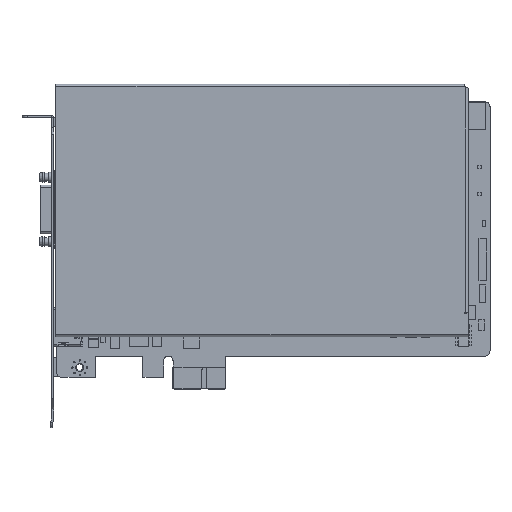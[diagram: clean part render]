
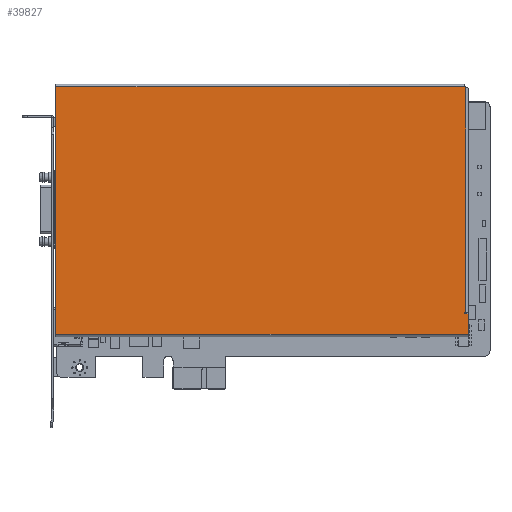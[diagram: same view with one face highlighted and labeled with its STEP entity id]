
A CAD part, top view. The second image highlights one B-rep face of the part: STEP entity #39827.
In plain terms, the highlighted face is planar.
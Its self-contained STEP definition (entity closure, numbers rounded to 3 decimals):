
#1459 = CARTESIAN_POINT ( 'NONE',  ( 1., 0., -158.5 ) ) ;
#1775 = VECTOR ( 'NONE', #30533, 1000. ) ;
#2916 = DIRECTION ( 'NONE',  ( 0., 0., -1. ) ) ;
#3484 = AXIS2_PLACEMENT_3D ( 'NONE', #62225, #68793, #82997 ) ;
#3628 = CARTESIAN_POINT ( 'NONE',  ( 96.6, 0., -159.5 ) ) ;
#3834 = CARTESIAN_POINT ( 'NONE',  ( 88.74, 0., 0. ) ) ;
#8587 = CARTESIAN_POINT ( 'NONE',  ( 88.24, 0., -158. ) ) ;
#9584 = CARTESIAN_POINT ( 'NONE',  ( 0., 0., 0. ) ) ;
#16079 = LINE ( 'NONE', #27067, #55018 ) ;
#17648 = LINE ( 'NONE', #55344, #58715 ) ;
#20511 = EDGE_CURVE ( 'NONE', #41241, #56904, #23869, .T. ) ;
#20826 = VERTEX_POINT ( 'NONE', #76206 ) ;
#23869 = LINE ( 'NONE', #1459, #1775 ) ;
#24063 = ORIENTED_EDGE ( 'NONE', *, *, #73970, .T. ) ;
#25322 = VERTEX_POINT ( 'NONE', #59712 ) ;
#27067 = CARTESIAN_POINT ( 'NONE',  ( 0., 0., -158. ) ) ;
#29047 = EDGE_LOOP ( 'NONE', ( #48351, #89918, #33846, #29178, #36532, #35414, #84477, #24063 ) ) ;
#29116 = CARTESIAN_POINT ( 'NONE',  ( 88.24, 0., -158.5 ) ) ;
#29178 = ORIENTED_EDGE ( 'NONE', *, *, #35286, .F. ) ;
#30533 = DIRECTION ( 'NONE',  ( 0., 0., -1. ) ) ;
#31608 = VECTOR ( 'NONE', #64861, 1000. ) ;
#32427 = VECTOR ( 'NONE', #50883, 1000. ) ;
#33117 = EDGE_CURVE ( 'NONE', #78296, #25322, #62824, .T. ) ;
#33846 = ORIENTED_EDGE ( 'NONE', *, *, #67420, .F. ) ;
#34505 = LINE ( 'NONE', #51673, #77917 ) ;
#35286 = EDGE_CURVE ( 'NONE', #56904, #20826, #52496, .T. ) ;
#35414 = ORIENTED_EDGE ( 'NONE', *, *, #35457, .T. ) ;
#35457 = EDGE_CURVE ( 'NONE', #41241, #25322, #46903, .T. ) ;
#35625 = CARTESIAN_POINT ( 'NONE',  ( 1., 0., -158.5 ) ) ;
#36532 = ORIENTED_EDGE ( 'NONE', *, *, #20511, .F. ) ;
#37659 = DIRECTION ( 'NONE',  ( -1., 0., 0. ) ) ;
#39827 = ADVANCED_FACE ( 'NONE', ( #51908 ), #75292, .F. ) ;
#41059 = DIRECTION ( 'NONE',  ( 0., 0., 1. ) ) ;
#41241 = VERTEX_POINT ( 'NONE', #68583 ) ;
#43566 = VECTOR ( 'NONE', #57416, 1000. ) ;
#46903 = LINE ( 'NONE', #9584, #32427 ) ;
#48351 = ORIENTED_EDGE ( 'NONE', *, *, #60133, .F. ) ;
#50883 = DIRECTION ( 'NONE',  ( 1., 0., 0. ) ) ;
#51110 = VECTOR ( 'NONE', #2916, 1000. ) ;
#51673 = CARTESIAN_POINT ( 'NONE',  ( 0., 0., -159.5 ) ) ;
#51908 = FACE_OUTER_BOUND ( 'NONE', #29047, .T. ) ;
#52496 = LINE ( 'NONE', #29116, #43566 ) ;
#55018 = VECTOR ( 'NONE', #55054, 1000. ) ;
#55054 = DIRECTION ( 'NONE',  ( 1., 0., 0. ) ) ;
#55344 = CARTESIAN_POINT ( 'NONE',  ( 88.24, 0., 0. ) ) ;
#56904 = VERTEX_POINT ( 'NONE', #35625 ) ;
#57416 = DIRECTION ( 'NONE',  ( 1., 0., 0. ) ) ;
#57639 = CARTESIAN_POINT ( 'NONE',  ( 88.74, 0., -158. ) ) ;
#58715 = VECTOR ( 'NONE', #41059, 1000. ) ;
#59712 = CARTESIAN_POINT ( 'NONE',  ( 96.6, 0., 0. ) ) ;
#60133 = EDGE_CURVE ( 'NONE', #73256, #83661, #70032, .T. ) ;
#62225 = CARTESIAN_POINT ( 'NONE',  ( 0., 0., 0. ) ) ;
#62824 = LINE ( 'NONE', #71394, #31608 ) ;
#64861 = DIRECTION ( 'NONE',  ( 0., 0., 1. ) ) ;
#67420 = EDGE_CURVE ( 'NONE', #20826, #81906, #17648, .T. ) ;
#68583 = CARTESIAN_POINT ( 'NONE',  ( 1., 0., 0. ) ) ;
#68793 = DIRECTION ( 'NONE',  ( 0., -1., 0. ) ) ;
#70032 = LINE ( 'NONE', #3834, #51110 ) ;
#71394 = CARTESIAN_POINT ( 'NONE',  ( 96.6, 0., 0. ) ) ;
#73256 = VERTEX_POINT ( 'NONE', #57639 ) ;
#73970 = EDGE_CURVE ( 'NONE', #78296, #83661, #34505, .T. ) ;
#75292 = PLANE ( 'NONE',  #3484 ) ;
#76206 = CARTESIAN_POINT ( 'NONE',  ( 88.24, 0., -158.5 ) ) ;
#77917 = VECTOR ( 'NONE', #37659, 1000. ) ;
#78147 = EDGE_CURVE ( 'NONE', #81906, #73256, #16079, .T. ) ;
#78296 = VERTEX_POINT ( 'NONE', #3628 ) ;
#81906 = VERTEX_POINT ( 'NONE', #8587 ) ;
#82997 = DIRECTION ( 'NONE',  ( 0., 0., -1. ) ) ;
#83661 = VERTEX_POINT ( 'NONE', #90270 ) ;
#84477 = ORIENTED_EDGE ( 'NONE', *, *, #33117, .F. ) ;
#89918 = ORIENTED_EDGE ( 'NONE', *, *, #78147, .F. ) ;
#90270 = CARTESIAN_POINT ( 'NONE',  ( 88.74, 0., -159.5 ) ) ;
